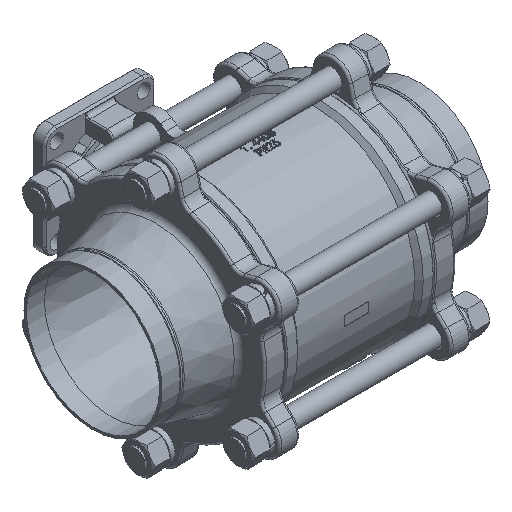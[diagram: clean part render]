
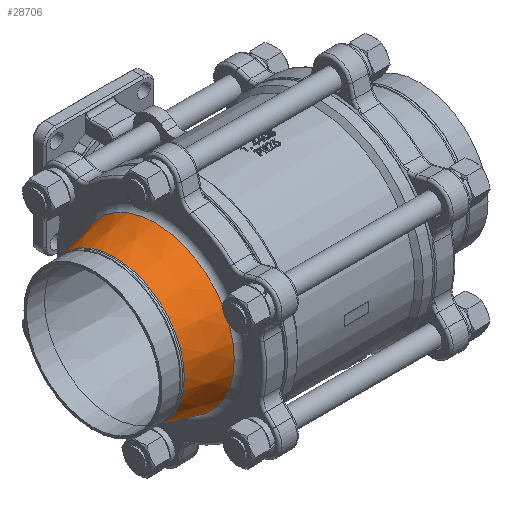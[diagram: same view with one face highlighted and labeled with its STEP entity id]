
A CAD part, isometric view. The second image highlights one B-rep face of the part: STEP entity #28706.
In plain terms, the highlighted conical face has half-angle 13 degrees and reference radius 57.5 mm.
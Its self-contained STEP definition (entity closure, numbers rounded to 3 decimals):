
#1042 = AXIS2_PLACEMENT_3D ( 'NONE', #62738, #28489, #8833 ) ;
#1303 = CARTESIAN_POINT ( 'NONE',  ( -116.945, 0., -57.628 ) ) ;
#3819 = CIRCLE ( 'NONE', #5849, 57.628 ) ;
#5436 = ORIENTED_EDGE ( 'NONE', *, *, #56004, .T. ) ;
#5849 = AXIS2_PLACEMENT_3D ( 'NONE', #8943, #33027, #13406 ) ;
#5961 = FACE_BOUND ( 'NONE', #46549, .T. ) ;
#8833 = DIRECTION ( 'NONE',  ( 0., 0., 1. ) ) ;
#8943 = CARTESIAN_POINT ( 'NONE',  ( -116.945, 0., 0. ) ) ;
#12077 = VERTEX_POINT ( 'NONE', #1303 ) ;
#12698 = CARTESIAN_POINT ( 'NONE',  ( -83.375, 0., 65.378 ) ) ;
#13406 = DIRECTION ( 'NONE',  ( 0., 0., -1. ) ) ;
#20573 = DIRECTION ( 'NONE',  ( 1., 0., 0. ) ) ;
#26171 = ORIENTED_EDGE ( 'NONE', *, *, #51504, .T. ) ;
#28489 = DIRECTION ( 'NONE',  ( -1., 0., 0. ) ) ;
#28706 = ADVANCED_FACE ( 'NONE', ( #5961, #30052 ), #38272, .T. ) ;
#30052 = FACE_OUTER_BOUND ( 'NONE', #41061, .T. ) ;
#33027 = DIRECTION ( 'NONE',  ( 1., 0., 0. ) ) ;
#35446 = CARTESIAN_POINT ( 'NONE',  ( -117.5, 0., 0. ) ) ;
#38272 = CONICAL_SURFACE ( 'NONE', #61592, 57.5, 0.227 ) ;
#39893 = DIRECTION ( 'NONE',  ( 0., 0., -1. ) ) ;
#40535 = CIRCLE ( 'NONE', #1042, 65.378 ) ;
#41061 = EDGE_LOOP ( 'NONE', ( #5436 ) ) ;
#46549 = EDGE_LOOP ( 'NONE', ( #26171 ) ) ;
#51504 = EDGE_CURVE ( 'NONE', #12077, #12077, #3819, .T. ) ;
#56004 = EDGE_CURVE ( 'NONE', #57057, #57057, #40535, .T. ) ;
#57057 = VERTEX_POINT ( 'NONE', #12698 ) ;
#61592 = AXIS2_PLACEMENT_3D ( 'NONE', #35446, #20573, #39893 ) ;
#62738 = CARTESIAN_POINT ( 'NONE',  ( -83.375, 0., 0. ) ) ;
